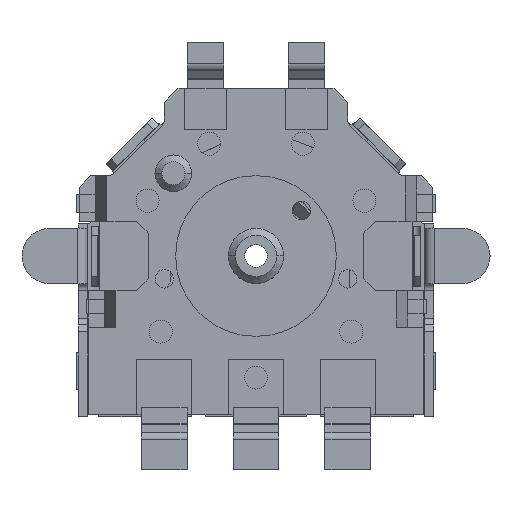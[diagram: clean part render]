
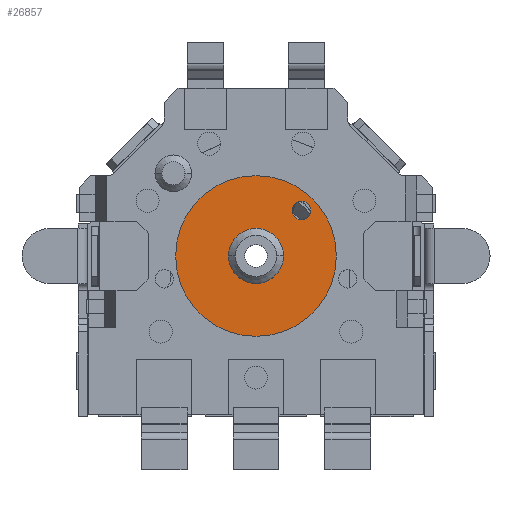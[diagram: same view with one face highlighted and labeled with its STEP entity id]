
A CAD part, top view. The second image highlights one B-rep face of the part: STEP entity #26857.
In plain terms, the highlighted planar face has unit normal (0, 0, 1).
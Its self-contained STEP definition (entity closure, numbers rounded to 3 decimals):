
#10 = EDGE_CURVE ( 'NONE', #28977, #28975, #4621, .T. ) ;
#107 = EDGE_CURVE ( 'NONE', #29293, #29297, #14846, .T. ) ;
#125 = EDGE_CURVE ( 'NONE', #29158, #29186, #14892, .T. ) ;
#189 = AXIS2_PLACEMENT_3D ( 'NONE', #21023, #20997, #21022 ) ;
#204 = AXIS2_PLACEMENT_3D ( 'NONE', #24422, #24421, #24420 ) ;
#205 = AXIS2_PLACEMENT_3D ( 'NONE', #24456, #24445, #24453 ) ;
#1917 = EDGE_LOOP ( 'NONE', ( #10971, #10912 ) ) ;
#1928 = EDGE_LOOP ( 'NONE', ( #11067, #11090 ) ) ;
#1929 = EDGE_LOOP ( 'NONE', ( #10945, #10913 ) ) ;
#4621 = CIRCLE ( 'NONE', #189, 1.75 ) ;
#7482 = FACE_OUTER_BOUND ( 'NONE', #1917, .T. ) ;
#7484 = FACE_BOUND ( 'NONE', #1929, .T. ) ;
#7490 = FACE_BOUND ( 'NONE', #1928, .T. ) ;
#8818 = AXIS2_PLACEMENT_3D ( 'NONE', #31763, #31764, #31765 ) ;
#8820 = AXIS2_PLACEMENT_3D ( 'NONE', #12793, #12794, #12795 ) ;
#8833 = AXIS2_PLACEMENT_3D ( 'NONE', #12937, #12938, #12939 ) ;
#9310 = EDGE_CURVE ( 'NONE', #28975, #28977, #24255, .T. ) ;
#9335 = EDGE_CURVE ( 'NONE', #29186, #29158, #24327, .T. ) ;
#9396 = EDGE_CURVE ( 'NONE', #29297, #29293, #27106, .T. ) ;
#10912 = ORIENTED_EDGE ( 'NONE', *, *, #10, .T. ) ;
#10913 = ORIENTED_EDGE ( 'NONE', *, *, #125, .F. ) ;
#10945 = ORIENTED_EDGE ( 'NONE', *, *, #9335, .F. ) ;
#10971 = ORIENTED_EDGE ( 'NONE', *, *, #9310, .T. ) ;
#11067 = ORIENTED_EDGE ( 'NONE', *, *, #107, .T. ) ;
#11090 = ORIENTED_EDGE ( 'NONE', *, *, #9396, .T. ) ;
#12793 = CARTESIAN_POINT ( 'NONE',  ( -0.967, -0.43, 2.95 ) ) ;
#12794 = DIRECTION ( 'NONE',  ( 0., 0., 1. ) ) ;
#12795 = DIRECTION ( 'NONE',  ( 1., 0., 0. ) ) ;
#12937 = CARTESIAN_POINT ( 'NONE',  ( 0.023, 0.56, 2.95 ) ) ;
#12938 = DIRECTION ( 'NONE',  ( 0., 0., -1. ) ) ;
#12939 = DIRECTION ( 'NONE',  ( 1., 0., 0. ) ) ;
#14846 = CIRCLE ( 'NONE', #204, 0.2 ) ;
#14892 = CIRCLE ( 'NONE', #205, 0.6 ) ;
#16696 = PLANE ( 'NONE',  #19929 ) ;
#16702 = CARTESIAN_POINT ( 'NONE',  ( -0.967, -0.43, 2.95 ) ) ;
#16703 = DIRECTION ( 'NONE',  ( 0., 0., 1. ) ) ;
#16704 = DIRECTION ( 'NONE',  ( 1., 0., 0. ) ) ;
#19929 = AXIS2_PLACEMENT_3D ( 'NONE', #16702, #16703, #16704 ) ;
#20997 = DIRECTION ( 'NONE',  ( 0., 0., 1. ) ) ;
#21022 = DIRECTION ( 'NONE',  ( 1., 0., 0. ) ) ;
#21023 = CARTESIAN_POINT ( 'NONE',  ( -0.967, -0.43, 2.95 ) ) ;
#22002 = CARTESIAN_POINT ( 'NONE',  ( 0.783, -0.43, 2.95 ) ) ;
#22003 = CARTESIAN_POINT ( 'NONE',  ( -2.717, -0.43, 2.95 ) ) ;
#22115 = CARTESIAN_POINT ( 'NONE',  ( -0.367, -0.43, 2.95 ) ) ;
#22129 = CARTESIAN_POINT ( 'NONE',  ( -1.567, -0.43, 2.95 ) ) ;
#22192 = CARTESIAN_POINT ( 'NONE',  ( 0.223, 0.56, 2.95 ) ) ;
#22196 = CARTESIAN_POINT ( 'NONE',  ( -0.177, 0.56, 2.95 ) ) ;
#24255 = CIRCLE ( 'NONE', #8818, 1.75 ) ;
#24327 = CIRCLE ( 'NONE', #8820, 0.6 ) ;
#24420 = DIRECTION ( 'NONE',  ( 1., 0., 0. ) ) ;
#24421 = DIRECTION ( 'NONE',  ( 0., 0., -1. ) ) ;
#24422 = CARTESIAN_POINT ( 'NONE',  ( 0.023, 0.56, 2.95 ) ) ;
#24445 = DIRECTION ( 'NONE',  ( 0., 0., 1. ) ) ;
#24453 = DIRECTION ( 'NONE',  ( 1., 0., 0. ) ) ;
#24456 = CARTESIAN_POINT ( 'NONE',  ( -0.967, -0.43, 2.95 ) ) ;
#26857 = ADVANCED_FACE ( 'NONE', ( #7482, #7490, #7484 ), #16696, .T. ) ;
#27106 = CIRCLE ( 'NONE', #8833, 0.2 ) ;
#28975 = VERTEX_POINT ( 'NONE', #22002 ) ;
#28977 = VERTEX_POINT ( 'NONE', #22003 ) ;
#29158 = VERTEX_POINT ( 'NONE', #22115 ) ;
#29186 = VERTEX_POINT ( 'NONE', #22129 ) ;
#29293 = VERTEX_POINT ( 'NONE', #22192 ) ;
#29297 = VERTEX_POINT ( 'NONE', #22196 ) ;
#31763 = CARTESIAN_POINT ( 'NONE',  ( -0.967, -0.43, 2.95 ) ) ;
#31764 = DIRECTION ( 'NONE',  ( 0., 0., 1. ) ) ;
#31765 = DIRECTION ( 'NONE',  ( 1., 0., 0. ) ) ;
